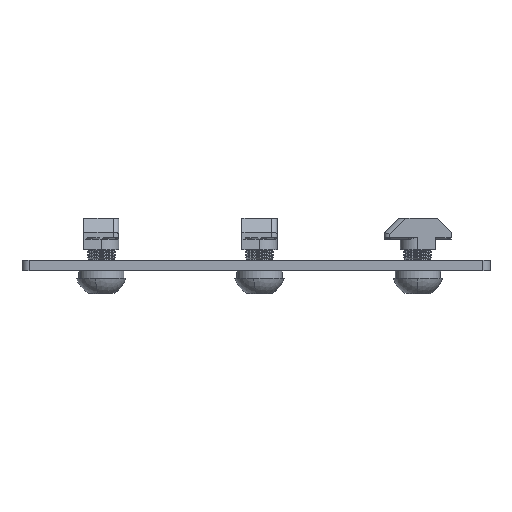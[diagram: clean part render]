
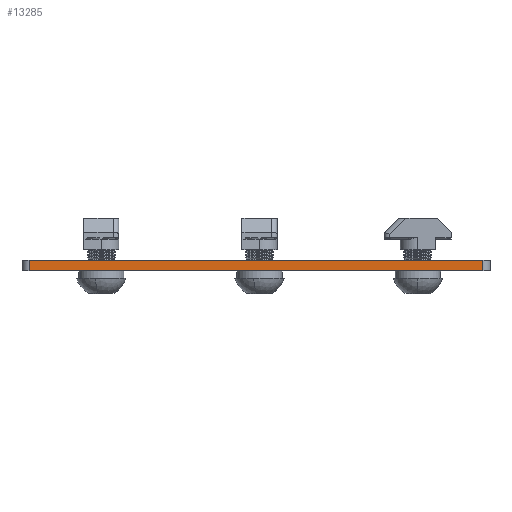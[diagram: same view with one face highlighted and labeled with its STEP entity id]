
A CAD part, front view. The second image highlights one B-rep face of the part: STEP entity #13285.
In plain terms, the highlighted planar face has unit normal (0, -1, 0).
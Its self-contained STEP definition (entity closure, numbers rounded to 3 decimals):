
#979 = FACE_OUTER_BOUND ( 'NONE', #20502, .T. ) ;
#3091 = AXIS2_PLACEMENT_3D ( 'NONE', #3491, #3499, #3500 ) ;
#3491 = CARTESIAN_POINT ( 'NONE',  ( -46.412, -70.72, 1.5 ) ) ;
#3495 = PLANE ( 'NONE',  #3091 ) ;
#3499 = DIRECTION ( 'NONE',  ( 0., 1., 0. ) ) ;
#3500 = DIRECTION ( 'NONE',  ( 0., 0., 1. ) ) ;
#9563 = CARTESIAN_POINT ( 'NONE',  ( 82.588, -70.72, -1.5 ) ) ;
#9609 = CARTESIAN_POINT ( 'NONE',  ( -46.412, -70.72, 1.5 ) ) ;
#9613 = CARTESIAN_POINT ( 'NONE',  ( 82.588, -70.72, 1.5 ) ) ;
#9620 = CARTESIAN_POINT ( 'NONE',  ( -46.412, -70.72, -1.5 ) ) ;
#9820 = CARTESIAN_POINT ( 'NONE',  ( -46.412, -70.72, 1.5 ) ) ;
#9824 = DIRECTION ( 'NONE',  ( 1., 0., 0. ) ) ;
#10051 = CARTESIAN_POINT ( 'NONE',  ( 82.588, -70.72, 1.5 ) ) ;
#10057 = DIRECTION ( 'NONE',  ( 0., 0., -1. ) ) ;
#10175 = DIRECTION ( 'NONE',  ( 0., 0., -1. ) ) ;
#10176 = CARTESIAN_POINT ( 'NONE',  ( -46.412, -70.72, 1.5 ) ) ;
#10181 = CARTESIAN_POINT ( 'NONE',  ( -46.412, -70.72, -1.5 ) ) ;
#10185 = DIRECTION ( 'NONE',  ( 1., 0., 0. ) ) ;
#12530 = ORIENTED_EDGE ( 'NONE', *, *, #18987, .T. ) ;
#12568 = ORIENTED_EDGE ( 'NONE', *, *, #18986, .T. ) ;
#12586 = ORIENTED_EDGE ( 'NONE', *, *, #18937, .F. ) ;
#12653 = ORIENTED_EDGE ( 'NONE', *, *, #18844, .F. ) ;
#13285 = ADVANCED_FACE ( 'NONE', ( #979 ), #3495, .F. ) ;
#16381 = VERTEX_POINT ( 'NONE', #9563 ) ;
#16406 = VERTEX_POINT ( 'NONE', #9609 ) ;
#16408 = VERTEX_POINT ( 'NONE', #9613 ) ;
#16412 = VERTEX_POINT ( 'NONE', #9620 ) ;
#17556 = LINE ( 'NONE', #9820, #17561 ) ;
#17561 = VECTOR ( 'NONE', #9824, 1000. ) ;
#17694 = LINE ( 'NONE', #10051, #17699 ) ;
#17699 = VECTOR ( 'NONE', #10057, 1000. ) ;
#17764 = LINE ( 'NONE', #10181, #17771 ) ;
#17767 = LINE ( 'NONE', #10176, #17769 ) ;
#17769 = VECTOR ( 'NONE', #10175, 1000. ) ;
#17771 = VECTOR ( 'NONE', #10185, 1000. ) ;
#18844 = EDGE_CURVE ( 'NONE', #16406, #16408, #17556, .T. ) ;
#18937 = EDGE_CURVE ( 'NONE', #16408, #16381, #17694, .T. ) ;
#18986 = EDGE_CURVE ( 'NONE', #16406, #16412, #17767, .T. ) ;
#18987 = EDGE_CURVE ( 'NONE', #16412, #16381, #17764, .T. ) ;
#20502 = EDGE_LOOP ( 'NONE', ( #12530, #12586, #12653, #12568 ) ) ;
